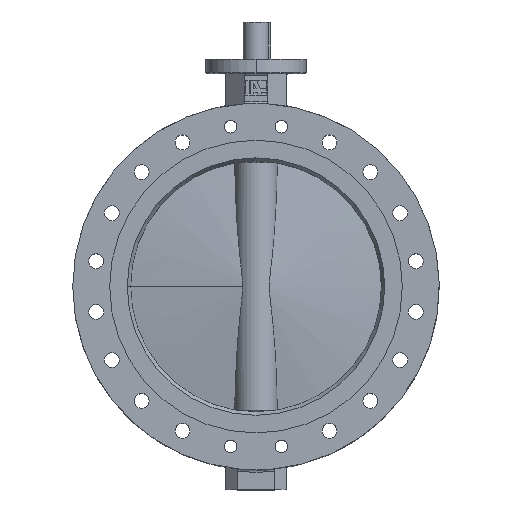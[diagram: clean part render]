
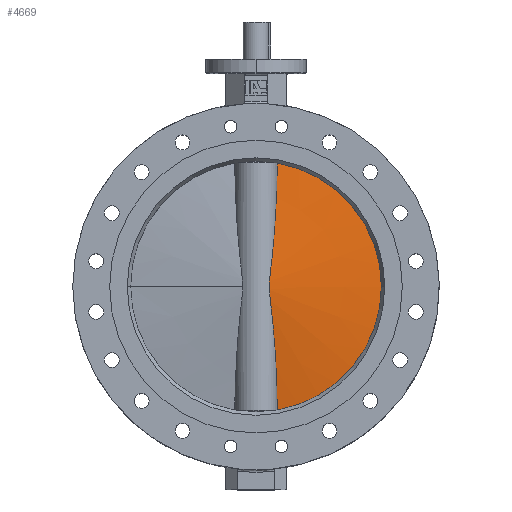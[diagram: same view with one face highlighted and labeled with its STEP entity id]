
A CAD part, top view. The second image highlights one B-rep face of the part: STEP entity #4669.
In plain terms, the highlighted conical face has half-angle 82.617 degrees and reference radius 219.964 mm.
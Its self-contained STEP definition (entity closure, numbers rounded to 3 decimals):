
#213 = AXIS2_PLACEMENT_3D ( 'NONE', #3349, #3350, #3348 ) ;
#1491 = CARTESIAN_POINT ( 'NONE',  ( -4.111, -215.913, 37.274 ) ) ;
#1492 = CARTESIAN_POINT ( 'NONE',  ( -4.111, 0., 219.106 ) ) ;
#1506 = CARTESIAN_POINT ( 'NONE',  ( -4.111, 215.913, 37.274 ) ) ;
#1785 = B_SPLINE_CURVE_WITH_KNOTS ( 'NONE', 3,
 ( #5789, #5784, #5785, #5790, #5791, #5792, #5793, #5794, #5795, #5796, #5797, #5798, #5799, #5800, #5801, #5802, #5803, #5804, #5805, #5806, #5807, #5808, #5809, #5810, #5811, #5812, #5813, #5814, #5815, #5816, #5817, #5818, #5819, #5820, #5821, #5822, #5823, #5824, #5825, #5826, #5827, #5828, #5829, #5830 ),
 .UNSPECIFIED., .F., .F.,
 ( 4, 2, 2, 2, 2, 2, 2, 2, 2, 2, 2, 2, 2, 2, 2, 2, 2, 2, 2, 2, 2, 4 ),
 ( -0.195, -0.141, -0.087, -0.06, -0.033, -0.019, -0.006, 0.001, 0.008, 0.015, 0.021, 0.028, 0.035, 0.042, 0.048, 0.062, 0.075, 0.102, 0.13, 0.157, 0.184, 0.238 ),
 .UNSPECIFIED. ) ;
#1953 = EDGE_CURVE ( 'NONE', #6130, #6145, #1785, .T. ) ;
#1954 = EDGE_CURVE ( 'NONE', #6131, #6145, #5365, .T. ) ;
#3348 = DIRECTION ( 'NONE',  ( 0., 0., -1. ) ) ;
#3349 = CARTESIAN_POINT ( 'NONE',  ( -4., 0., 0. ) ) ;
#3350 = DIRECTION ( 'NONE',  ( 1., 0., 0. ) ) ;
#4669 = ADVANCED_FACE ( 'NONE', ( #7227 ), #7231, .T. ) ;
#5089 = EDGE_CURVE ( 'NONE', #6130, #6131, #7385, .T. ) ;
#5196 = AXIS2_PLACEMENT_3D ( 'NONE', #5833, #5834, #5835 ) ;
#5365 = CIRCLE ( 'NONE', #5196, 219.106 ) ;
#5784 = CARTESIAN_POINT ( 'NONE',  ( -6.414, -197.921, 37.02 ) ) ;
#5785 = CARTESIAN_POINT ( 'NONE',  ( -8.714, -179.932, 36.552 ) ) ;
#5789 = CARTESIAN_POINT ( 'NONE',  ( -4.111, -215.913, 37.274 ) ) ;
#5790 = CARTESIAN_POINT ( 'NONE',  ( -13.303, -143.967, 35.143 ) ) ;
#5791 = CARTESIAN_POINT ( 'NONE',  ( -15.592, -126.002, 34.203 ) ) ;
#5792 = CARTESIAN_POINT ( 'NONE',  ( -18.997, -99.086, 32.358 ) ) ;
#5793 = CARTESIAN_POINT ( 'NONE',  ( -20.128, -90.119, 31.67 ) ) ;
#5794 = CARTESIAN_POINT ( 'NONE',  ( -22.369, -72.197, 30.129 ) ) ;
#5795 = CARTESIAN_POINT ( 'NONE',  ( -23.481, -63.241, 29.274 ) ) ;
#5796 = CARTESIAN_POINT ( 'NONE',  ( -25.108, -49.812, 27.863 ) ) ;
#5797 = CARTESIAN_POINT ( 'NONE',  ( -25.643, -45.337, 27.371 ) ) ;
#5798 = CARTESIAN_POINT ( 'NONE',  ( -26.685, -36.385, 26.357 ) ) ;
#5799 = CARTESIAN_POINT ( 'NONE',  ( -27.192, -31.908, 25.833 ) ) ;
#5800 = CARTESIAN_POINT ( 'NONE',  ( -27.9, -25.187, 25.059 ) ) ;
#5801 = CARTESIAN_POINT ( 'NONE',  ( -28.127, -22.944, 24.804 ) ) ;
#5802 = CARTESIAN_POINT ( 'NONE',  ( -28.55, -18.456, 24.316 ) ) ;
#5803 = CARTESIAN_POINT ( 'NONE',  ( -28.746, -16.211, 24.083 ) ) ;
#5804 = CARTESIAN_POINT ( 'NONE',  ( -29.086, -11.718, 23.671 ) ) ;
#5805 = CARTESIAN_POINT ( 'NONE',  ( -29.23, -9.47, 23.493 ) ) ;
#5806 = CARTESIAN_POINT ( 'NONE',  ( -29.433, -4.969, 23.237 ) ) ;
#5807 = CARTESIAN_POINT ( 'NONE',  ( -29.493, -2.716, 23.161 ) ) ;
#5808 = CARTESIAN_POINT ( 'NONE',  ( -29.507, 1.797, 23.143 ) ) ;
#5809 = CARTESIAN_POINT ( 'NONE',  ( -29.461, 4.057, 23.202 ) ) ;
#5810 = CARTESIAN_POINT ( 'NONE',  ( -29.279, 8.582, 23.431 ) ) ;
#5811 = CARTESIAN_POINT ( 'NONE',  ( -29.143, 10.85, 23.6 ) ) ;
#5812 = CARTESIAN_POINT ( 'NONE',  ( -28.815, 15.377, 24. ) ) ;
#5813 = CARTESIAN_POINT ( 'NONE',  ( -28.623, 17.634, 24.23 ) ) ;
#5814 = CARTESIAN_POINT ( 'NONE',  ( -28.206, 22.143, 24.714 ) ) ;
#5815 = CARTESIAN_POINT ( 'NONE',  ( -27.981, 24.394, 24.969 ) ) ;
#5816 = CARTESIAN_POINT ( 'NONE',  ( -27.277, 31.143, 25.743 ) ) ;
#5817 = CARTESIAN_POINT ( 'NONE',  ( -26.77, 35.637, 26.271 ) ) ;
#5818 = CARTESIAN_POINT ( 'NONE',  ( -25.728, 44.625, 27.292 ) ) ;
#5819 = CARTESIAN_POINT ( 'NONE',  ( -25.191, 49.119, 27.788 ) ) ;
#5820 = CARTESIAN_POINT ( 'NONE',  ( -23.56, 62.602, 29.211 ) ) ;
#5821 = CARTESIAN_POINT ( 'NONE',  ( -22.444, 71.595, 30.073 ) ) ;
#5822 = CARTESIAN_POINT ( 'NONE',  ( -20.194, 89.593, 31.628 ) ) ;
#5823 = CARTESIAN_POINT ( 'NONE',  ( -19.059, 98.598, 32.322 ) ) ;
#5824 = CARTESIAN_POINT ( 'NONE',  ( -16.779, 116.62, 33.562 ) ) ;
#5825 = CARTESIAN_POINT ( 'NONE',  ( -15.634, 125.636, 34.108 ) ) ;
#5826 = CARTESIAN_POINT ( 'NONE',  ( -13.339, 143.68, 35.07 ) ) ;
#5827 = CARTESIAN_POINT ( 'NONE',  ( -12.188, 152.707, 35.485 ) ) ;
#5828 = CARTESIAN_POINT ( 'NONE',  ( -8.733, 179.788, 36.549 ) ) ;
#5829 = CARTESIAN_POINT ( 'NONE',  ( -6.423, 197.848, 37.019 ) ) ;
#5830 = CARTESIAN_POINT ( 'NONE',  ( -4.111, 215.913, 37.274 ) ) ;
#5833 = CARTESIAN_POINT ( 'NONE',  ( -4.111, 0., 0. ) ) ;
#5834 = DIRECTION ( 'NONE',  ( -1., 0., 0. ) ) ;
#5835 = DIRECTION ( 'NONE',  ( 0., 0., 1. ) ) ;
#6130 = VERTEX_POINT ( 'NONE', #1491 ) ;
#6131 = VERTEX_POINT ( 'NONE', #1492 ) ;
#6145 = VERTEX_POINT ( 'NONE', #1506 ) ;
#6422 = ORIENTED_EDGE ( 'NONE', *, *, #1953, .F. ) ;
#6423 = ORIENTED_EDGE ( 'NONE', *, *, #5089, .T. ) ;
#6424 = ORIENTED_EDGE ( 'NONE', *, *, #1954, .T. ) ;
#6944 = EDGE_LOOP ( 'NONE', ( #6422, #6423, #6424 ) ) ;
#7227 = FACE_OUTER_BOUND ( 'NONE', #6944, .T. ) ;
#7231 = CONICAL_SURFACE ( 'NONE', #213, 219.964, 1.442 ) ;
#7385 = CIRCLE ( 'NONE', #7967, 219.106 ) ;
#7809 = CARTESIAN_POINT ( 'NONE',  ( -4.111, 0., 0. ) ) ;
#7810 = DIRECTION ( 'NONE',  ( -1., 0., 0. ) ) ;
#7811 = DIRECTION ( 'NONE',  ( 0., 0., 1. ) ) ;
#7967 = AXIS2_PLACEMENT_3D ( 'NONE', #7809, #7810, #7811 ) ;
